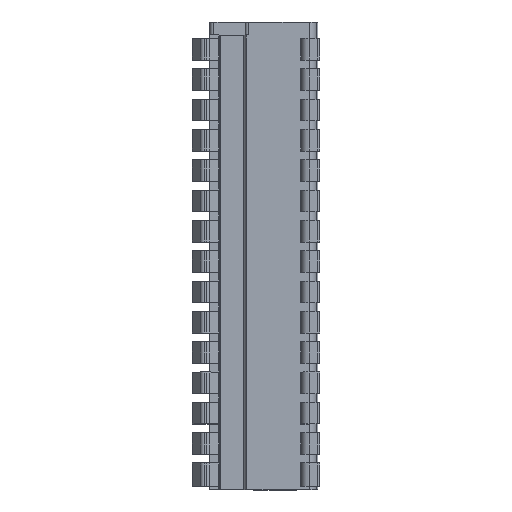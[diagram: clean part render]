
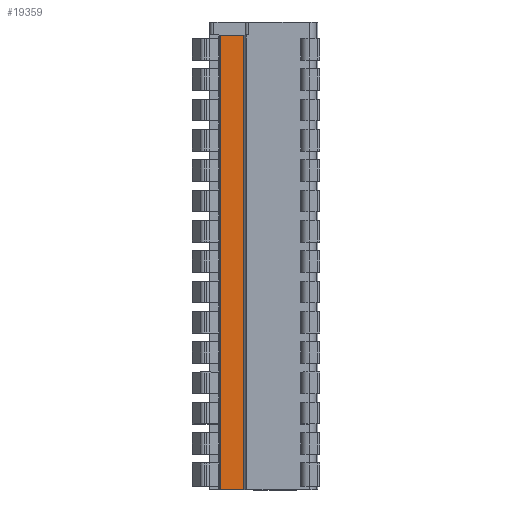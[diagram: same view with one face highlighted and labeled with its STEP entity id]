
A CAD part, top view. The second image highlights one B-rep face of the part: STEP entity #19359.
In plain terms, the highlighted planar face has unit normal (0, 0, 1).
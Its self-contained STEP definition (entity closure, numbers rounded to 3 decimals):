
#36=DIRECTION('',(1.,0.,0.));
#37=VECTOR('',#36,2.7);
#38=CARTESIAN_POINT('',(-4.12,0.,2.73));
#39=LINE('',#38,#37);
#2785=DIRECTION('',(1.,0.,0.));
#2786=VECTOR('',#2785,2.7);
#2787=CARTESIAN_POINT('',(-4.12,-52.5,2.73));
#2788=LINE('',#2787,#2786);
#7167=DIRECTION('',(0.,-1.,0.));
#7168=VECTOR('',#7167,52.5);
#7169=CARTESIAN_POINT('',(-4.12,0.,2.73));
#7170=LINE('',#7169,#7168);
#7171=DIRECTION('',(0.,-1.,0.));
#7172=VECTOR('',#7171,52.5);
#7173=CARTESIAN_POINT('',(-1.42,0.,2.73));
#7174=LINE('',#7173,#7172);
#9223=CARTESIAN_POINT('',(-4.12,0.,2.73));
#9224=VERTEX_POINT('',#9223);
#9225=CARTESIAN_POINT('',(-1.42,0.,2.73));
#9226=VERTEX_POINT('',#9225);
#9261=CARTESIAN_POINT('',(-4.12,-52.5,2.73));
#9262=VERTEX_POINT('',#9261);
#9263=CARTESIAN_POINT('',(-1.42,-52.5,2.73));
#9264=VERTEX_POINT('',#9263);
#19347=CARTESIAN_POINT('',(-4.12,0.,2.73));
#19348=DIRECTION('',(0.,0.,1.));
#19349=DIRECTION('',(1.,0.,0.));
#19350=AXIS2_PLACEMENT_3D('',#19347,#19348,#19349);
#19351=PLANE('',#19350);
#19352=ORIENTED_EDGE('',*,*,#11673,.T.);
#19354=ORIENTED_EDGE('',*,*,#19353,.T.);
#19355=ORIENTED_EDGE('',*,*,#13114,.F.);
#19356=ORIENTED_EDGE('',*,*,#19340,.F.);
#19357=EDGE_LOOP('',(#19352,#19354,#19355,#19356));
#19358=FACE_OUTER_BOUND('',#19357,.F.);
#19359=ADVANCED_FACE('',(#19358),#19351,.T.);
#11673=EDGE_CURVE('',#9224,#9226,#39,.T.);
#13114=EDGE_CURVE('',#9262,#9264,#2788,.T.);
#19340=EDGE_CURVE('',#9224,#9262,#7170,.T.);
#19353=EDGE_CURVE('',#9226,#9264,#7174,.T.);
